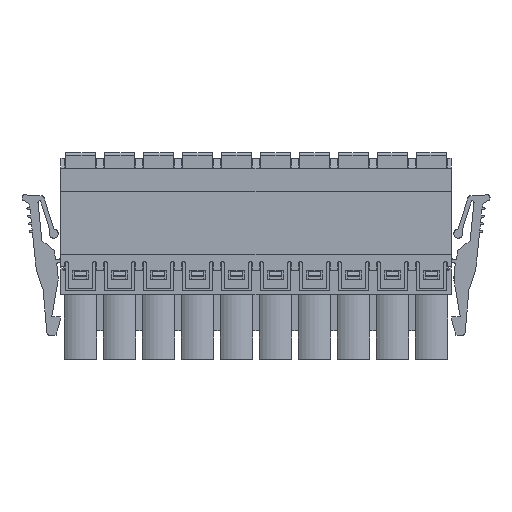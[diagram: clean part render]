
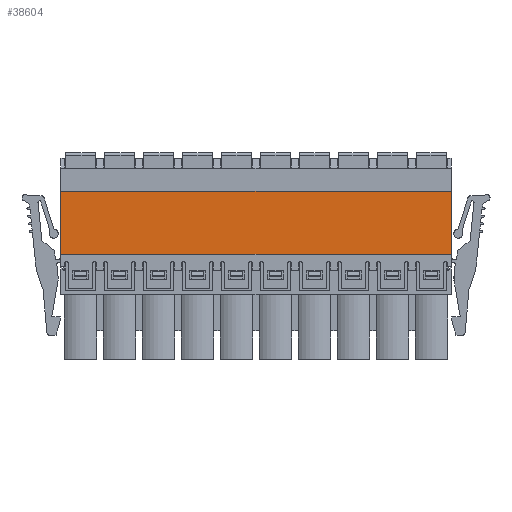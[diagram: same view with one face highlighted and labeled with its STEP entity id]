
A CAD part, front view. The second image highlights one B-rep face of the part: STEP entity #38604.
In plain terms, the highlighted planar face has unit normal (0, -1, 0).
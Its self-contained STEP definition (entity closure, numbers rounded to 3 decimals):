
#3465=ORIENTED_EDGE('',*,*,#14151,.T.);
#3466=ORIENTED_EDGE('',*,*,#14152,.F.);
#3467=ORIENTED_EDGE('',*,*,#12862,.F.);
#3468=ORIENTED_EDGE('',*,*,#14150,.T.);
#12862=EDGE_CURVE('',#18462,#18463,#22227,.T.);
#14150=EDGE_CURVE('',#18462,#19395,#23425,.T.);
#14151=EDGE_CURVE('',#19395,#19396,#23426,.T.);
#14152=EDGE_CURVE('',#18463,#19396,#23427,.T.);
#18462=VERTEX_POINT('',#54390);
#18463=VERTEX_POINT('',#54392);
#19395=VERTEX_POINT('',#56910);
#19396=VERTEX_POINT('',#56914);
#22227=LINE('',#54391,#27416);
#23425=LINE('',#56911,#28614);
#23426=LINE('',#56913,#28615);
#23427=LINE('',#56915,#28616);
#27416=VECTOR('',#43680,1000.);
#28614=VECTOR('',#45656,1000.);
#28615=VECTOR('',#45659,1000.);
#28616=VECTOR('',#45660,1000.);
#32441=EDGE_LOOP('',(#3465,#3466,#3467,#3468));
#34638=FACE_BOUND('',#32441,.T.);
#36754=PLANE('',#40825);
#38604=ADVANCED_FACE('',(#34638),#36754,.F.);
#40825=AXIS2_PLACEMENT_3D('',#56912,#45657,#45658);
#43680=DIRECTION('',(0.,0.,-1.));
#45656=DIRECTION('',(-1.,0.,0.));
#45657=DIRECTION('',(0.,1.,0.));
#45658=DIRECTION('',(0.,0.,1.));
#45659=DIRECTION('',(0.,0.,-1.));
#45660=DIRECTION('',(-1.,0.,0.));
#54390=CARTESIAN_POINT('',(25.4,-5.27,4.1));
#54391=CARTESIAN_POINT('',(25.4,-5.27,4.1));
#54392=CARTESIAN_POINT('',(25.4,-5.27,-4.1));
#56910=CARTESIAN_POINT('',(-25.4,-5.27,4.1));
#56911=CARTESIAN_POINT('',(25.4,-5.27,4.1));
#56912=CARTESIAN_POINT('',(25.4,-5.27,4.1));
#56913=CARTESIAN_POINT('',(-25.4,-5.27,4.1));
#56914=CARTESIAN_POINT('',(-25.4,-5.27,-4.1));
#56915=CARTESIAN_POINT('',(25.4,-5.27,-4.1));
